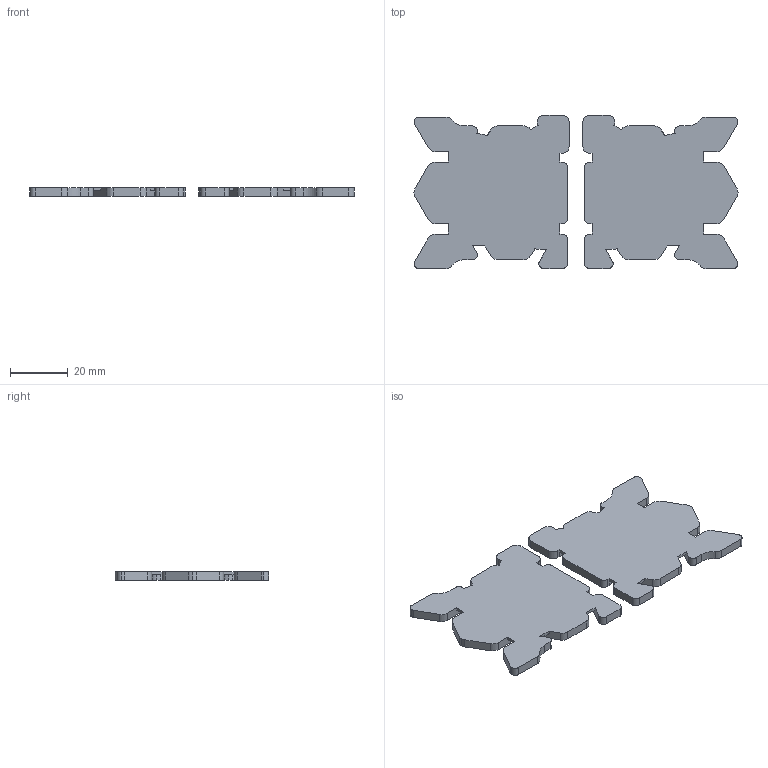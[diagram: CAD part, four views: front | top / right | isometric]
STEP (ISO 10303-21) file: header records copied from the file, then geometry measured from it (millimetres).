
FILE_DESCRIPTION (( 'STEP AP203' ), '1' );
FILE_NAME ('Grille_side_skirt_a_300_x2.STEP', '2023-12-01T00:12:54', ( 'user' ), ( '' ), 'SwSTEP 2.0', 'SolidWorks 2023', '' );
FILE_SCHEMA (( 'CONFIG_CONTROL_DESIGN' ));
Length unit declared in the file: millimetre
Products named in the file (1): Grille_side_skirt_a_300_x2
Bounding box: 112.49 x 53.2 x 3 mm (x, y, z)
Volume: 12403 mm3; surface area: 11796.6 mm2
Topology: 2 solids, 2 shells, 220 faces, 634 edges, 418 vertices
Faces by surface type: plane 118, cylinder 102
Entity records: 7325 total; most frequent: DIRECTION 1280, CARTESIAN_POINT 1273, ORIENTED_EDGE 1268, EDGE_CURVE 634, VECTOR 430, LINE 430, AXIS2_PLACEMENT_3D 425, VERTEX_POINT 418
